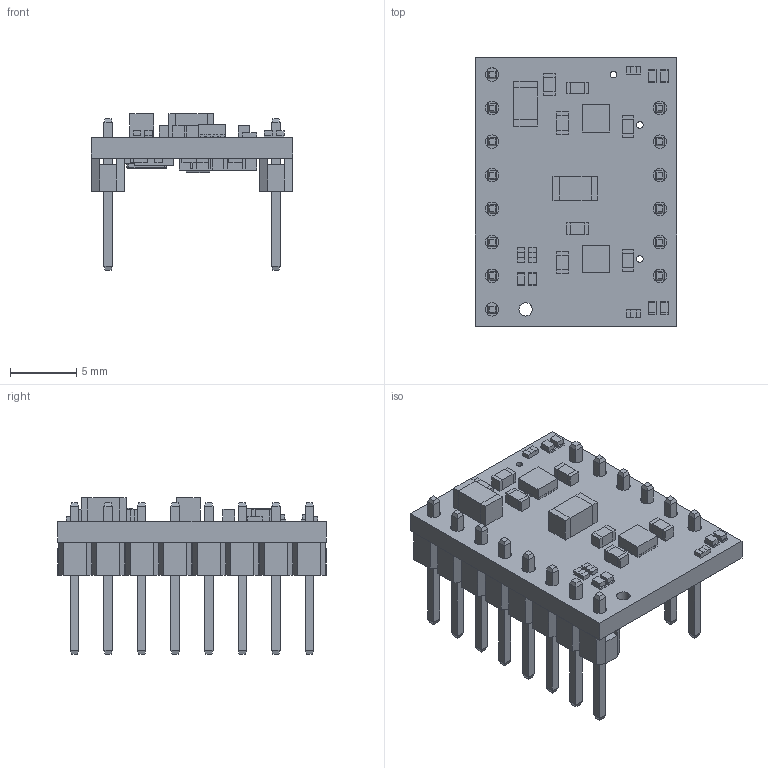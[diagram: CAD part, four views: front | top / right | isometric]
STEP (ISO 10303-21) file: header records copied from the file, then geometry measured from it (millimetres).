
FILE_DESCRIPTION (( 'STEP AP214' ), '1' );
FILE_NAME ('motoron-m2u550-dual-motor-controller.step', '2023-06-01T01:24:22', ( '' ), ( '' ), 'SwSTEP 2.0', 'SolidWorks 2023', '' );
FILE_SCHEMA (( 'AUTOMOTIVE_DESIGN' ));
Length unit declared in the file: millimetre
Products named in the file (1): motoron-m2u550-dual-motor-controller
Bounding box: 15.24 x 20.32 x 11.87 mm (x, y, z)
Volume: 775.5 mm3; surface area: 1753.4 mm2
Topology: 3 solids, 3 shells, 1590 faces, 4181 edges, 2686 vertices
Faces by surface type: plane 1314, bspline 176, cylinder 96, torus 4
Entity records: 71586 total; most frequent: CARTESIAN_POINT 15972, ORIENTED_EDGE 8362, DIRECTION 6777, EDGE_CURVE 4181, VECTOR 3555, LINE 3555, VERTEX_POINT 2686, EDGE_LOOP 1769
